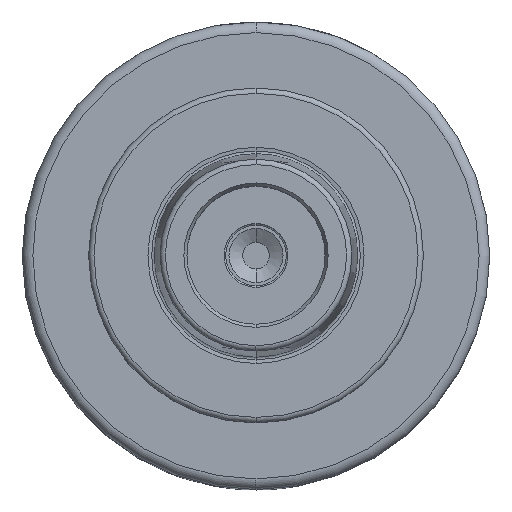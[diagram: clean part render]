
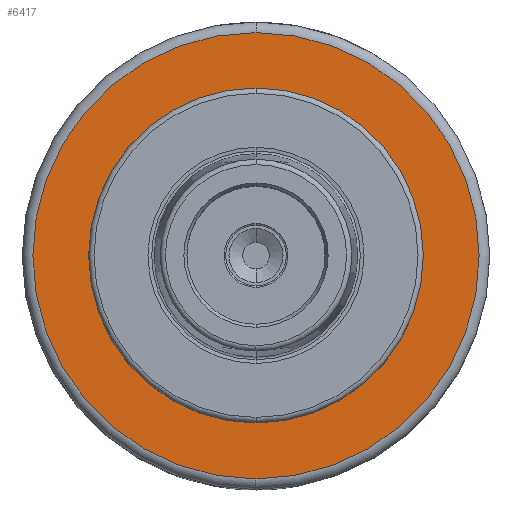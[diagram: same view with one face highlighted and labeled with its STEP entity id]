
A CAD part, top view. The second image highlights one B-rep face of the part: STEP entity #6417.
In plain terms, the highlighted planar face has unit normal (0, 0, 1).
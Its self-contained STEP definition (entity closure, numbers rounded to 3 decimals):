
#2071=CARTESIAN_POINT('',(0,0,-16));
#2072=DIRECTION('',(0,0,-1));
#2073=DIRECTION('',(0,-1,0));
#2074=AXIS2_PLACEMENT_3D('',#2071,#2072,#2073);
#2076=CARTESIAN_POINT('',(0,0,-16));
#2077=DIRECTION('',(0,0,-1));
#2078=DIRECTION('',(0,1,0));
#2079=AXIS2_PLACEMENT_3D('',#2076,#2077,#2078);
#2081=CARTESIAN_POINT('',(0,0,-16));
#2082=DIRECTION('',(0,0,1));
#2083=DIRECTION('',(0,1,0));
#2084=AXIS2_PLACEMENT_3D('',#2081,#2082,#2083);
#2086=CARTESIAN_POINT('',(0,0,-16));
#2087=DIRECTION('',(0,0,1));
#2088=DIRECTION('',(0,-1,0));
#2089=AXIS2_PLACEMENT_3D('',#2086,#2087,#2088);
#3215=CARTESIAN_POINT('',(0,-27.2,-16));
#3216=CARTESIAN_POINT('',(0,27.2,-16));
#3217=VERTEX_POINT('',#3215);
#3218=VERTEX_POINT('',#3216);
#3219=CARTESIAN_POINT('',(0,42,-16));
#3220=CARTESIAN_POINT('',(0.,-42,-16));
#3221=VERTEX_POINT('',#3219);
#3222=VERTEX_POINT('',#3220);
#6401=CARTESIAN_POINT('',(0,0,-16));
#6402=DIRECTION('',(0,0,-1));
#6403=DIRECTION('',(0,-1,0));
#6404=AXIS2_PLACEMENT_3D('',#6401,#6402,#6403);
#6405=PLANE('',#6404);
#6407=ORIENTED_EDGE('',*,*,#6406,.F.);
#6408=ORIENTED_EDGE('',*,*,#6391,.F.);
#6409=EDGE_LOOP('',(#6407,#6408));
#6410=FACE_OUTER_BOUND('',#6409,.F.);
#6412=ORIENTED_EDGE('',*,*,#6411,.F.);
#6414=ORIENTED_EDGE('',*,*,#6413,.F.);
#6415=EDGE_LOOP('',(#6412,#6414));
#6416=FACE_BOUND('',#6415,.F.);
#6417=ADVANCED_FACE('',(#6410,#6416),#6405,.F.);
#2075=CIRCLE('',#2074,27.2);
#2080=CIRCLE('',#2079,27.2);
#2085=CIRCLE('',#2084,42);
#2090=CIRCLE('',#2089,42);
#6391=EDGE_CURVE('',#3222,#3221,#2090,.T.);
#6406=EDGE_CURVE('',#3221,#3222,#2085,.T.);
#6411=EDGE_CURVE('',#3217,#3218,#2075,.T.);
#6413=EDGE_CURVE('',#3218,#3217,#2080,.T.);
